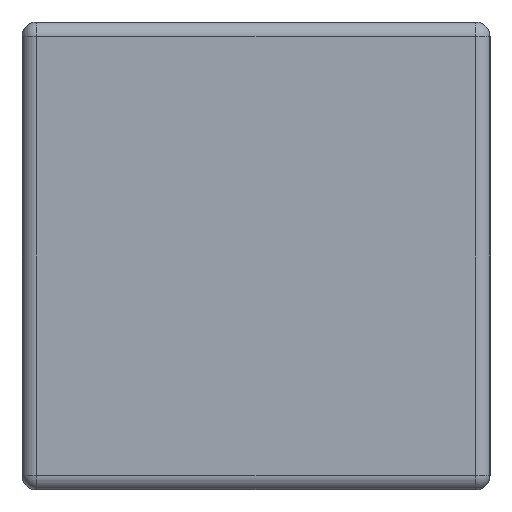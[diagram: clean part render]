
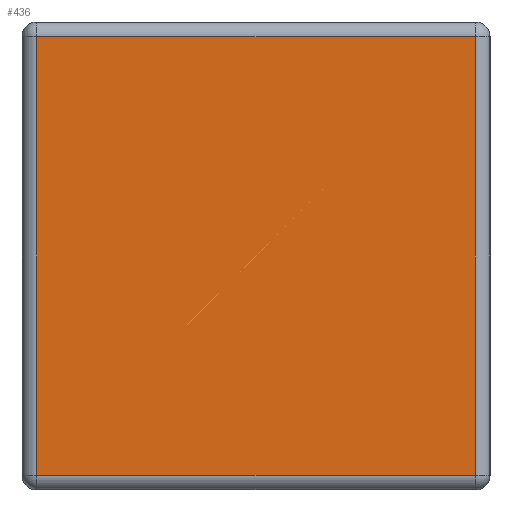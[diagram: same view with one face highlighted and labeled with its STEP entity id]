
A CAD part, left-side view. The second image highlights one B-rep face of the part: STEP entity #436.
In plain terms, the highlighted planar face has unit normal (-1, 0, 0).
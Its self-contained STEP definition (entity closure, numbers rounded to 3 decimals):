
#87 = CARTESIAN_POINT ( 'NONE',  ( -0.8, 0.4, 0.8 ) ) ;
#112 = LINE ( 'NONE', #381, #1771 ) ;
#114 = EDGE_LOOP ( 'NONE', ( #1822, #1737, #970, #517 ) ) ;
#381 = CARTESIAN_POINT ( 'NONE',  ( -0.8, 0.4, 0.775 ) ) ;
#407 = CARTESIAN_POINT ( 'NONE',  ( -0.8, 0.375, 0.775 ) ) ;
#417 = VERTEX_POINT ( 'NONE', #885 ) ;
#436 = ADVANCED_FACE ( 'NONE', ( #762 ), #641, .F. ) ;
#451 = VECTOR ( 'NONE', #1102, 1000. ) ;
#499 = CARTESIAN_POINT ( 'NONE',  ( -0.8, -0.375, 0.025 ) ) ;
#517 = ORIENTED_EDGE ( 'NONE', *, *, #659, .T. ) ;
#567 = VECTOR ( 'NONE', #1137, 1000. ) ;
#641 = PLANE ( 'NONE',  #1022 ) ;
#659 = EDGE_CURVE ( 'NONE', #1269, #417, #1612, .T. ) ;
#689 = CARTESIAN_POINT ( 'NONE',  ( -0.8, 0.375, 0.025 ) ) ;
#724 = LINE ( 'NONE', #1663, #1214 ) ;
#762 = FACE_OUTER_BOUND ( 'NONE', #114, .T. ) ;
#829 = DIRECTION ( 'NONE',  ( 0., -1., 0. ) ) ;
#885 = CARTESIAN_POINT ( 'NONE',  ( -0.8, -0.375, 0.775 ) ) ;
#968 = CARTESIAN_POINT ( 'NONE',  ( -0.8, 0.375, 0.8 ) ) ;
#970 = ORIENTED_EDGE ( 'NONE', *, *, #1351, .T. ) ;
#1022 = AXIS2_PLACEMENT_3D ( 'NONE', #87, #1780, #1067 ) ;
#1067 = DIRECTION ( 'NONE',  ( 0., 0., -1. ) ) ;
#1102 = DIRECTION ( 'NONE',  ( 0., 0., -1. ) ) ;
#1137 = DIRECTION ( 'NONE',  ( 0., 0., 1. ) ) ;
#1210 = LINE ( 'NONE', #968, #451 ) ;
#1214 = VECTOR ( 'NONE', #829, 1000. ) ;
#1269 = VERTEX_POINT ( 'NONE', #499 ) ;
#1290 = EDGE_CURVE ( 'NONE', #417, #1830, #112, .T. ) ;
#1330 = DIRECTION ( 'NONE',  ( 0., 1., 0. ) ) ;
#1351 = EDGE_CURVE ( 'NONE', #1435, #1269, #724, .T. ) ;
#1435 = VERTEX_POINT ( 'NONE', #689 ) ;
#1453 = EDGE_CURVE ( 'NONE', #1830, #1435, #1210, .T. ) ;
#1534 = CARTESIAN_POINT ( 'NONE',  ( -0.8, -0.375, 0.8 ) ) ;
#1612 = LINE ( 'NONE', #1534, #567 ) ;
#1663 = CARTESIAN_POINT ( 'NONE',  ( -0.8, 0.4, 0.025 ) ) ;
#1737 = ORIENTED_EDGE ( 'NONE', *, *, #1453, .T. ) ;
#1771 = VECTOR ( 'NONE', #1330, 1000. ) ;
#1780 = DIRECTION ( 'NONE',  ( 1., 0., 0. ) ) ;
#1822 = ORIENTED_EDGE ( 'NONE', *, *, #1290, .T. ) ;
#1830 = VERTEX_POINT ( 'NONE', #407 ) ;
